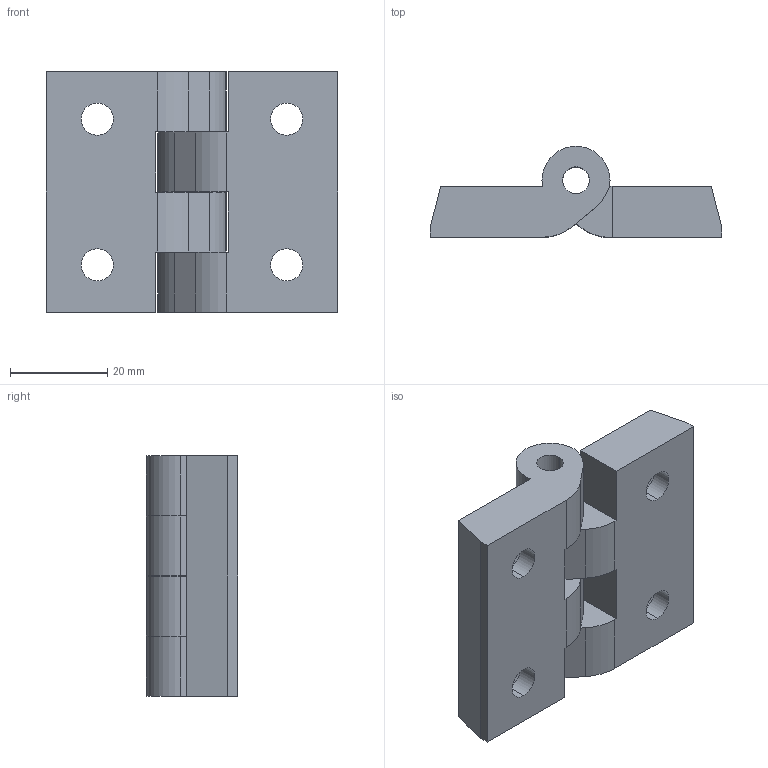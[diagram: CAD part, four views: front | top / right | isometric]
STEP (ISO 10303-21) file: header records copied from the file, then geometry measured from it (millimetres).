
FILE_DESCRIPTION (( 'STEP AP203' ), '1' );
FILE_NAME ('DB40-40.STEP', '2018-03-23T18:02:24', ( 'User2' ), ( '' ), 'SwSTEP 2.0', 'SolidWorks 2007', '' );
FILE_SCHEMA (( 'CONFIG_CONTROL_DESIGN' ));
Length unit declared in the file: millimetre
Products named in the file (2): DB4040; DB40-40
Assembly tree (2 placements, depth 2):
  DB40-40
    DB4040  x2
Bounding box: 60.01 x 18.75 x 49.5 mm (x, y, z)
Volume: 28109.2 mm3; surface area: 12099.9 mm2
Topology: 2 solids, 2 shells, 74 faces, 198 edges, 132 vertices
Faces by surface type: cylinder 44, plane 30
Entity records: 1421 total; most frequent: DIRECTION 227, CARTESIAN_POINT 207, ORIENTED_EDGE 198, EDGE_CURVE 99, AXIS2_PLACEMENT_3D 86, VERTEX_POINT 66, LINE 55, VECTOR 55
